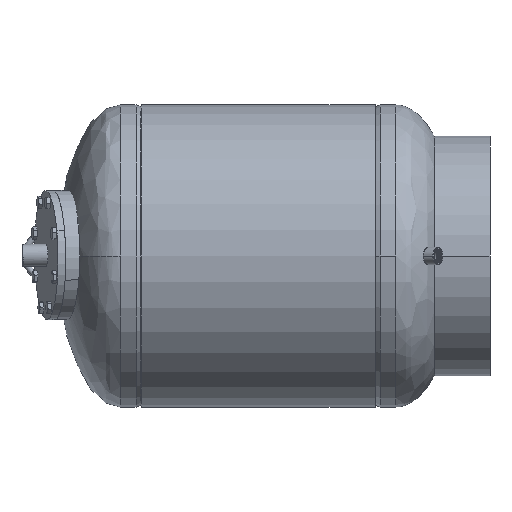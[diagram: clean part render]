
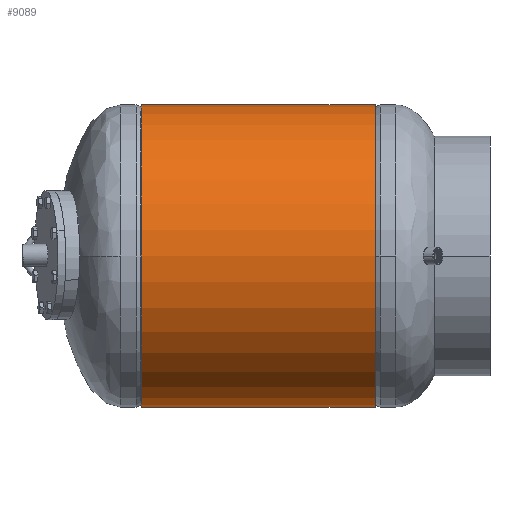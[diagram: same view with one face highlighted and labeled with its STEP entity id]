
A CAD part, front view. The second image highlights one B-rep face of the part: STEP entity #9089.
In plain terms, the highlighted cylindrical face has radius 304.8 mm (diameter 609.6 mm), a partial arc.
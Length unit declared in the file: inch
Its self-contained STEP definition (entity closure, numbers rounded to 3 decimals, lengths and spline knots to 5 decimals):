
#31 = CARTESIAN_POINT ( 'NONE',  ( 0., 0., 12. ) ) ;
#522 = EDGE_CURVE ( 'NONE', #9862, #1943, #19841, .T. ) ;
#897 = EDGE_CURVE ( 'NONE', #10411, #7120, #20213, .T. ) ;
#1122 = EDGE_CURVE ( 'NONE', #1943, #7120, #9061, .T. ) ;
#1943 = VERTEX_POINT ( 'NONE', #12526 ) ;
#4500 = DIRECTION ( 'NONE',  ( 0., 0., -1. ) ) ;
#5193 = FACE_OUTER_BOUND ( 'NONE', #5996, .T. ) ;
#5710 = CARTESIAN_POINT ( 'NONE',  ( 18.5625, 0., -12. ) ) ;
#5996 = EDGE_LOOP ( 'NONE', ( #16109, #10889, #18778, #9475 ) ) ;
#6078 = CARTESIAN_POINT ( 'NONE',  ( 18.5625, 0., 12. ) ) ;
#7120 = VERTEX_POINT ( 'NONE', #31 ) ;
#7904 = DIRECTION ( 'NONE',  ( 1., 0., 0. ) ) ;
#8845 = CARTESIAN_POINT ( 'NONE',  ( 0., 0., 0. ) ) ;
#9061 = CIRCLE ( 'NONE', #13336, 12. ) ;
#9089 = ADVANCED_FACE ( 'NONE', ( #5193 ), #16331, .T. ) ;
#9475 = ORIENTED_EDGE ( 'NONE', *, *, #897, .F. ) ;
#9862 = VERTEX_POINT ( 'NONE', #17953 ) ;
#10395 = DIRECTION ( 'NONE',  ( 1., 0., 0. ) ) ;
#10411 = VERTEX_POINT ( 'NONE', #11818 ) ;
#10424 = DIRECTION ( 'NONE',  ( -1., 0., 0. ) ) ;
#10889 = ORIENTED_EDGE ( 'NONE', *, *, #522, .T. ) ;
#11266 = CARTESIAN_POINT ( 'NONE',  ( 18.5625, 0., 0. ) ) ;
#11542 = CIRCLE ( 'NONE', #15169, 12. ) ;
#11818 = CARTESIAN_POINT ( 'NONE',  ( 18.5625, 0., 12. ) ) ;
#11981 = DIRECTION ( 'NONE',  ( -1., 0., 0. ) ) ;
#12526 = CARTESIAN_POINT ( 'NONE',  ( 0., 0., -12. ) ) ;
#13336 = AXIS2_PLACEMENT_3D ( 'NONE', #8845, #10395, #4500 ) ;
#13552 = VECTOR ( 'NONE', #11981, 39.37008 ) ;
#13786 = VECTOR ( 'NONE', #10424, 39.37008 ) ;
#14190 = DIRECTION ( 'NONE',  ( 0., 0., -1. ) ) ;
#15169 = AXIS2_PLACEMENT_3D ( 'NONE', #18947, #7904, #14190 ) ;
#16109 = ORIENTED_EDGE ( 'NONE', *, *, #16157, .F. ) ;
#16157 = EDGE_CURVE ( 'NONE', #9862, #10411, #11542, .T. ) ;
#16331 = CYLINDRICAL_SURFACE ( 'NONE', #17653, 12. ) ;
#17558 = DIRECTION ( 'NONE',  ( 0., 0., 1. ) ) ;
#17653 = AXIS2_PLACEMENT_3D ( 'NONE', #11266, #19434, #17558 ) ;
#17953 = CARTESIAN_POINT ( 'NONE',  ( 18.5625, 0., -12. ) ) ;
#18778 = ORIENTED_EDGE ( 'NONE', *, *, #1122, .T. ) ;
#18947 = CARTESIAN_POINT ( 'NONE',  ( 18.5625, 0., 0. ) ) ;
#19434 = DIRECTION ( 'NONE',  ( -1., 0., 0. ) ) ;
#19841 = LINE ( 'NONE', #5710, #13552 ) ;
#20213 = LINE ( 'NONE', #6078, #13786 ) ;
